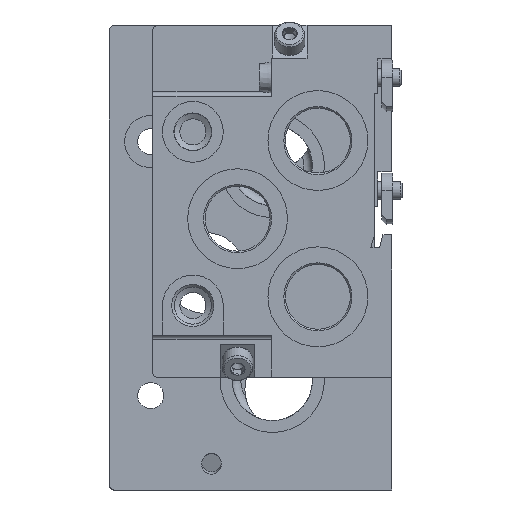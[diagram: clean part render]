
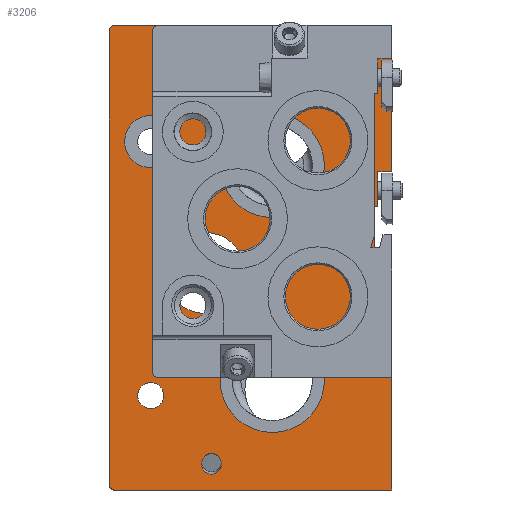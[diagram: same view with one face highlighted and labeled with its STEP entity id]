
A CAD part, left-side view. The second image highlights one B-rep face of the part: STEP entity #3206.
In plain terms, the highlighted planar face has unit normal (-1, 0, 0).
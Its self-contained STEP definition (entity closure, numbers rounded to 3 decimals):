
#137=ELLIPSE('',#3569,2.394,2.25);
#138=ELLIPSE('',#3570,2.394,2.25);
#259=CIRCLE('',#3562,12.);
#260=CIRCLE('',#3563,6.);
#261=CIRCLE('',#3564,1.);
#262=CIRCLE('',#3565,1.);
#263=CIRCLE('',#3566,12.);
#264=CIRCLE('',#3567,9.316);
#265=CIRCLE('',#3568,3.);
#707=ORIENTED_EDGE('',*,*,#1357,.T.);
#708=ORIENTED_EDGE('',*,*,#1358,.T.);
#709=ORIENTED_EDGE('',*,*,#1359,.F.);
#710=ORIENTED_EDGE('',*,*,#1360,.F.);
#711=ORIENTED_EDGE('',*,*,#1361,.F.);
#712=ORIENTED_EDGE('',*,*,#1362,.F.);
#713=ORIENTED_EDGE('',*,*,#1363,.F.);
#714=ORIENTED_EDGE('',*,*,#1364,.F.);
#715=ORIENTED_EDGE('',*,*,#1365,.F.);
#716=ORIENTED_EDGE('',*,*,#1366,.F.);
#717=ORIENTED_EDGE('',*,*,#1367,.F.);
#718=ORIENTED_EDGE('',*,*,#1368,.F.);
#719=ORIENTED_EDGE('',*,*,#1369,.F.);
#720=ORIENTED_EDGE('',*,*,#1370,.F.);
#721=ORIENTED_EDGE('',*,*,#1371,.F.);
#722=ORIENTED_EDGE('',*,*,#1372,.F.);
#723=ORIENTED_EDGE('',*,*,#1373,.F.);
#724=ORIENTED_EDGE('',*,*,#1374,.T.);
#725=ORIENTED_EDGE('',*,*,#1375,.T.);
#726=ORIENTED_EDGE('',*,*,#1376,.T.);
#727=ORIENTED_EDGE('',*,*,#1377,.F.);
#728=ORIENTED_EDGE('',*,*,#1378,.F.);
#1357=EDGE_CURVE('',#1724,#1724,#259,.T.);
#1358=EDGE_CURVE('',#1725,#1725,#260,.T.);
#1359=EDGE_CURVE('',#1726,#1727,#261,.T.);
#1360=EDGE_CURVE('',#1728,#1726,#1999,.T.);
#1361=EDGE_CURVE('',#1729,#1728,#262,.T.);
#1362=EDGE_CURVE('',#1730,#1729,#2000,.T.);
#1363=EDGE_CURVE('',#1731,#1730,#2001,.T.);
#1364=EDGE_CURVE('',#1732,#1731,#2002,.T.);
#1365=EDGE_CURVE('',#1733,#1732,#2003,.T.);
#1366=EDGE_CURVE('',#1734,#1733,#2004,.T.);
#1367=EDGE_CURVE('',#1735,#1734,#2005,.T.);
#1368=EDGE_CURVE('',#1736,#1735,#2006,.T.);
#1369=EDGE_CURVE('',#1737,#1736,#2007,.T.);
#1370=EDGE_CURVE('',#1738,#1737,#2008,.T.);
#1371=EDGE_CURVE('',#1739,#1738,#2009,.T.);
#1372=EDGE_CURVE('',#1740,#1739,#2010,.T.);
#1373=EDGE_CURVE('',#1727,#1740,#2011,.T.);
#1374=EDGE_CURVE('',#1741,#1741,#263,.T.);
#1375=EDGE_CURVE('',#1742,#1742,#264,.T.);
#1376=EDGE_CURVE('',#1743,#1743,#265,.T.);
#1377=EDGE_CURVE('',#1744,#1744,#137,.F.);
#1378=EDGE_CURVE('',#1745,#1745,#138,.F.);
#1724=VERTEX_POINT('',#5263);
#1725=VERTEX_POINT('',#5265);
#1726=VERTEX_POINT('',#5267);
#1727=VERTEX_POINT('',#5268);
#1728=VERTEX_POINT('',#5270);
#1729=VERTEX_POINT('',#5272);
#1730=VERTEX_POINT('',#5274);
#1731=VERTEX_POINT('',#5276);
#1732=VERTEX_POINT('',#5278);
#1733=VERTEX_POINT('',#5280);
#1734=VERTEX_POINT('',#5282);
#1735=VERTEX_POINT('',#5284);
#1736=VERTEX_POINT('',#5286);
#1737=VERTEX_POINT('',#5288);
#1738=VERTEX_POINT('',#5290);
#1739=VERTEX_POINT('',#5292);
#1740=VERTEX_POINT('',#5294);
#1741=VERTEX_POINT('',#5297);
#1742=VERTEX_POINT('',#5299);
#1743=VERTEX_POINT('',#5301);
#1744=VERTEX_POINT('',#5303);
#1745=VERTEX_POINT('',#5305);
#1999=LINE('',#5269,#2204);
#2000=LINE('',#5273,#2205);
#2001=LINE('',#5275,#2206);
#2002=LINE('',#5277,#2207);
#2003=LINE('',#5279,#2208);
#2004=LINE('',#5281,#2209);
#2005=LINE('',#5283,#2210);
#2006=LINE('',#5285,#2211);
#2007=LINE('',#5287,#2212);
#2008=LINE('',#5289,#2213);
#2009=LINE('',#5291,#2214);
#2010=LINE('',#5293,#2215);
#2011=LINE('',#5295,#2216);
#2204=VECTOR('',#4227,1000.);
#2205=VECTOR('',#4230,1000.);
#2206=VECTOR('',#4231,1000.);
#2207=VECTOR('',#4232,1000.);
#2208=VECTOR('',#4233,1000.);
#2209=VECTOR('',#4234,1000.);
#2210=VECTOR('',#4235,1000.);
#2211=VECTOR('',#4236,1000.);
#2212=VECTOR('',#4237,1000.);
#2213=VECTOR('',#4238,1000.);
#2214=VECTOR('',#4239,1000.);
#2215=VECTOR('',#4240,1000.);
#2216=VECTOR('',#4241,1000.);
#2434=EDGE_LOOP('',(#707));
#2435=EDGE_LOOP('',(#708));
#2436=EDGE_LOOP('',(#709,#710,#711,#712,#713,#714,#715,#716,#717,#718,#719,
#720,#721,#722,#723));
#2437=EDGE_LOOP('',(#724));
#2438=EDGE_LOOP('',(#725));
#2439=EDGE_LOOP('',(#726));
#2440=EDGE_LOOP('',(#727));
#2441=EDGE_LOOP('',(#728));
#2792=FACE_BOUND('',#2434,.T.);
#2793=FACE_BOUND('',#2435,.T.);
#2794=FACE_BOUND('',#2436,.T.);
#2795=FACE_BOUND('',#2437,.T.);
#2796=FACE_BOUND('',#2438,.T.);
#2797=FACE_BOUND('',#2439,.T.);
#2798=FACE_BOUND('',#2440,.T.);
#2799=FACE_BOUND('',#2441,.T.);
#3055=PLANE('',#3561);
#3206=ADVANCED_FACE('',(#2792,#2793,#2794,#2795,#2796,#2797,#2798,#2799),
#3055,.F.);
#3561=AXIS2_PLACEMENT_3D('',#5261,#4219,#4220);
#3562=AXIS2_PLACEMENT_3D('',#5262,#4221,#4222);
#3563=AXIS2_PLACEMENT_3D('',#5264,#4223,#4224);
#3564=AXIS2_PLACEMENT_3D('',#5266,#4225,#4226);
#3565=AXIS2_PLACEMENT_3D('',#5271,#4228,#4229);
#3566=AXIS2_PLACEMENT_3D('',#5296,#4242,#4243);
#3567=AXIS2_PLACEMENT_3D('',#5298,#4244,#4245);
#3568=AXIS2_PLACEMENT_3D('',#5300,#4246,#4247);
#3569=AXIS2_PLACEMENT_3D('',#5302,#4248,#4249);
#3570=AXIS2_PLACEMENT_3D('',#5304,#4250,#4251);
#4219=DIRECTION('',(1.,0.,0.));
#4220=DIRECTION('',(0.,0.,-1.));
#4221=DIRECTION('',(1.,0.,0.));
#4222=DIRECTION('',(0.,0.,-1.));
#4223=DIRECTION('',(1.,0.,0.));
#4224=DIRECTION('',(0.,0.,-1.));
#4225=DIRECTION('',(1.,0.,0.));
#4226=DIRECTION('',(0.,0.,-1.));
#4227=DIRECTION('',(0.,0.,1.));
#4228=DIRECTION('',(1.,0.,0.));
#4229=DIRECTION('',(0.,0.,-1.));
#4230=DIRECTION('',(0.,1.,0.));
#4231=DIRECTION('',(0.,0.,-1.));
#4232=DIRECTION('',(0.,-1.,0.));
#4233=DIRECTION('',(0.,-0.258,0.966));
#4234=DIRECTION('',(0.,-1.,0.));
#4235=DIRECTION('',(0.,0.259,-0.966));
#4236=DIRECTION('',(0.,0.,-1.));
#4237=DIRECTION('',(0.,1.,0.));
#4238=DIRECTION('',(0.,0.,-1.));
#4239=DIRECTION('',(0.,1.,0.));
#4240=DIRECTION('',(0.,0.,-1.));
#4241=DIRECTION('',(0.,-1.,0.));
#4242=DIRECTION('',(1.,0.,0.));
#4243=DIRECTION('',(0.,0.,-1.));
#4244=DIRECTION('',(1.,0.,0.));
#4245=DIRECTION('',(0.,0.,-1.));
#4246=DIRECTION('',(1.,0.,0.));
#4247=DIRECTION('',(0.,0.,-1.));
#4248=DIRECTION('',(1.,0.,0.));
#4249=DIRECTION('',(0.,0.,-1.));
#4250=DIRECTION('',(1.,0.,0.));
#4251=DIRECTION('',(0.,0.,-1.));
#5261=CARTESIAN_POINT('',(-13.5,64.,-1.));
#5262=CARTESIAN_POINT('',(-13.5,27.5,-81.75));
#5263=CARTESIAN_POINT('',(-13.5,27.5,-93.75));
#5264=CARTESIAN_POINT('',(-13.5,55.5,-26.75));
#5265=CARTESIAN_POINT('',(-13.5,55.5,-32.75));
#5266=CARTESIAN_POINT('',(-13.5,64.,-1.));
#5267=CARTESIAN_POINT('',(-13.5,65.,-1.));
#5268=CARTESIAN_POINT('',(-13.5,64.,0.));
#5269=CARTESIAN_POINT('',(-13.5,65.,-106.));
#5270=CARTESIAN_POINT('',(-13.5,65.,-106.));
#5271=CARTESIAN_POINT('',(-13.5,64.,-106.));
#5272=CARTESIAN_POINT('',(-13.5,64.,-107.));
#5273=CARTESIAN_POINT('',(-13.5,0.,-107.));
#5274=CARTESIAN_POINT('',(-13.5,0.,-107.));
#5275=CARTESIAN_POINT('',(-13.5,0.,-74.25));
#5276=CARTESIAN_POINT('',(-13.5,0.,-74.25));
#5277=CARTESIAN_POINT('',(-13.5,2.,-74.25));
#5278=CARTESIAN_POINT('',(-13.5,2.,-74.25));
#5279=CARTESIAN_POINT('',(-13.5,2.8,-77.25));
#5280=CARTESIAN_POINT('',(-13.5,2.8,-77.25));
#5281=CARTESIAN_POINT('',(-13.5,4.8,-77.25));
#5282=CARTESIAN_POINT('',(-13.5,4.8,-77.25));
#5283=CARTESIAN_POINT('',(-13.5,4.,-74.264));
#5284=CARTESIAN_POINT('',(-13.5,4.,-74.264));
#5285=CARTESIAN_POINT('',(-13.5,4.,-41.75));
#5286=CARTESIAN_POINT('',(-13.5,4.,-41.75));
#5287=CARTESIAN_POINT('',(-13.5,3.2,-41.75));
#5288=CARTESIAN_POINT('',(-13.5,3.2,-41.75));
#5289=CARTESIAN_POINT('',(-13.5,3.2,-33.7));
#5290=CARTESIAN_POINT('',(-13.5,3.2,-33.7));
#5291=CARTESIAN_POINT('',(-13.5,0.,-33.7));
#5292=CARTESIAN_POINT('',(-13.5,0.,-33.7));
#5293=CARTESIAN_POINT('',(-13.5,0.,0.));
#5294=CARTESIAN_POINT('',(-13.5,0.,0.));
#5295=CARTESIAN_POINT('',(-13.5,64.,0.));
#5296=CARTESIAN_POINT('',(-13.5,27.5,-32.25));
#5297=CARTESIAN_POINT('',(-13.5,27.5,-44.25));
#5298=CARTESIAN_POINT('',(-13.5,43.,-57.));
#5299=CARTESIAN_POINT('',(-13.5,43.,-66.316));
#5300=CARTESIAN_POINT('',(-13.5,55.5,-85.25));
#5301=CARTESIAN_POINT('',(-13.5,55.5,-88.25));
#5302=CARTESIAN_POINT('',(-13.5,41.5,-101.));
#5303=CARTESIAN_POINT('',(-13.5,41.5,-98.606));
#5304=CARTESIAN_POINT('',(-13.5,27.5,-6.));
#5305=CARTESIAN_POINT('',(-13.5,27.5,-8.394));
